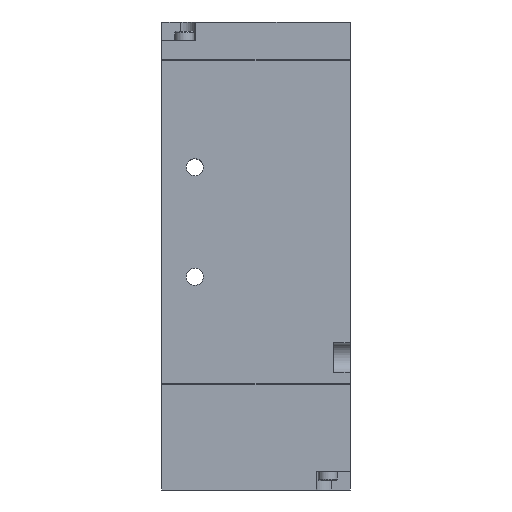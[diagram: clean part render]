
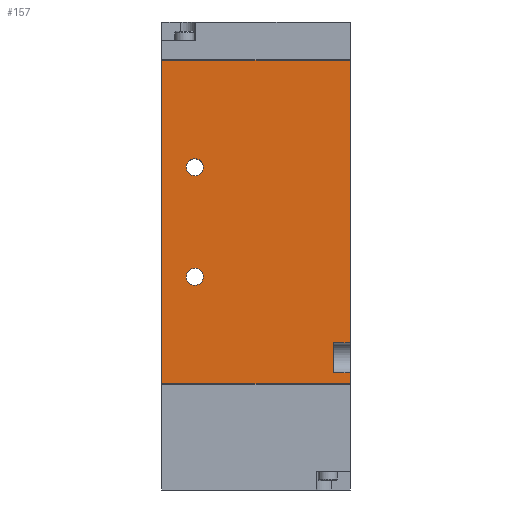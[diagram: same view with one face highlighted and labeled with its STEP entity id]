
A CAD part, front view. The second image highlights one B-rep face of the part: STEP entity #157.
In plain terms, the highlighted planar face has unit normal (0, -1, 0).
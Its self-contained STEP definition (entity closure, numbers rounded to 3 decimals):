
#157 = ADVANCED_FACE( '', ( #421, #422, #423 ), #424, .T. );
#421 = FACE_OUTER_BOUND( '', #764, .T. );
#422 = FACE_BOUND( '', #765, .T. );
#423 = FACE_BOUND( '', #766, .T. );
#424 = PLANE( '', #767 );
#764 = EDGE_LOOP( '', ( #1447, #1448, #1449, #1450, #1451, #1452, #1453, #1454 ) );
#765 = EDGE_LOOP( '', ( #1455 ) );
#766 = EDGE_LOOP( '', ( #1456 ) );
#767 = AXIS2_PLACEMENT_3D( '', #1457, #1458, #1459 );
#1447 = ORIENTED_EDGE( '', *, *, #2004, .T. );
#1448 = ORIENTED_EDGE( '', *, *, #2166, .T. );
#1449 = ORIENTED_EDGE( '', *, *, #2167, .F. );
#1450 = ORIENTED_EDGE( '', *, *, #2163, .F. );
#1451 = ORIENTED_EDGE( '', *, *, #2152, .T. );
#1452 = ORIENTED_EDGE( '', *, *, #2168, .T. );
#1453 = ORIENTED_EDGE( '', *, *, #1999, .F. );
#1454 = ORIENTED_EDGE( '', *, *, #2002, .F. );
#1455 = ORIENTED_EDGE( '', *, *, #2019, .T. );
#1456 = ORIENTED_EDGE( '', *, *, #1988, .T. );
#1457 = CARTESIAN_POINT( '', ( -25., -15., -10. ) );
#1458 = DIRECTION( '', ( 0., -1., 0. ) );
#1459 = DIRECTION( '', ( 0., 0., -1. ) );
#1988 = EDGE_CURVE( '', #2319, #2319, #2320, .T. );
#1999 = EDGE_CURVE( '', #2339, #2334, #2341, .T. );
#2002 = EDGE_CURVE( '', #2344, #2339, #2346, .T. );
#2004 = EDGE_CURVE( '', #2344, #2348, #2350, .T. );
#2019 = EDGE_CURVE( '', #2374, #2374, #2375, .T. );
#2152 = EDGE_CURVE( '', #2600, #2604, #2606, .T. );
#2163 = EDGE_CURVE( '', #2600, #2623, #2624, .T. );
#2166 = EDGE_CURVE( '', #2348, #2628, #2629, .T. );
#2167 = EDGE_CURVE( '', #2623, #2628, #2630, .T. );
#2168 = EDGE_CURVE( '', #2604, #2334, #2631, .T. );
#2319 = VERTEX_POINT( '', #2928 );
#2320 = CIRCLE( '', #2929, 2.25 );
#2334 = VERTEX_POINT( '', #2947 );
#2339 = VERTEX_POINT( '', #2954 );
#2341 = LINE( '', #2957, #2958 );
#2344 = VERTEX_POINT( '', #2961 );
#2346 = LINE( '', #2964, #2965 );
#2348 = VERTEX_POINT( '', #2967 );
#2350 = LINE( '', #2970, #2971 );
#2374 = VERTEX_POINT( '', #3002 );
#2375 = CIRCLE( '', #3003, 2.25 );
#2600 = VERTEX_POINT( '', #3333 );
#2604 = VERTEX_POINT( '', #3339 );
#2606 = LINE( '', #3342, #3343 );
#2623 = VERTEX_POINT( '', #3364 );
#2624 = LINE( '', #3365, #3366 );
#2628 = VERTEX_POINT( '', #3372 );
#2629 = LINE( '', #3373, #3374 );
#2630 = LINE( '', #3375, #3376 );
#2631 = LINE( '', #3377, #3378 );
#2928 = CARTESIAN_POINT( '', ( -13.95, -15., -38.5 ) );
#2929 = AXIS2_PLACEMENT_3D( '', #3749, #3750, #3751 );
#2947 = CARTESIAN_POINT( '', ( 25., -15., -93. ) );
#2954 = CARTESIAN_POINT( '', ( 20.5, -15., -93. ) );
#2957 = CARTESIAN_POINT( '', ( 20.5, -15., -93. ) );
#2958 = VECTOR( '', #3768, 1000. );
#2961 = CARTESIAN_POINT( '', ( 20.5, -15., -85. ) );
#2964 = CARTESIAN_POINT( '', ( 20.5, -15., -85. ) );
#2965 = VECTOR( '', #3773, 1000. );
#2967 = CARTESIAN_POINT( '', ( 25., -15., -85. ) );
#2970 = CARTESIAN_POINT( '', ( 20.5, -15., -85. ) );
#2971 = VECTOR( '', #3775, 1000. );
#3002 = CARTESIAN_POINT( '', ( -13.95, -15., -67.5 ) );
#3003 = AXIS2_PLACEMENT_3D( '', #3804, #3805, #3806 );
#3333 = CARTESIAN_POINT( '', ( -25., -15., -95.9 ) );
#3339 = CARTESIAN_POINT( '', ( 25., -15., -95.9 ) );
#3342 = CARTESIAN_POINT( '', ( -25., -15., -95.9 ) );
#3343 = VECTOR( '', #3981, 1000. );
#3364 = CARTESIAN_POINT( '', ( -25., -15., -10.1 ) );
#3365 = CARTESIAN_POINT( '', ( -25., -15., -10. ) );
#3366 = VECTOR( '', #4004, 1000. );
#3372 = CARTESIAN_POINT( '', ( 25., -15., -10.1 ) );
#3373 = CARTESIAN_POINT( '', ( 25., -15., -10. ) );
#3374 = VECTOR( '', #4007, 1000. );
#3375 = CARTESIAN_POINT( '', ( -25., -15., -10.1 ) );
#3376 = VECTOR( '', #4008, 1000. );
#3377 = CARTESIAN_POINT( '', ( 25., -15., -10. ) );
#3378 = VECTOR( '', #4009, 1000. );
#3749 = CARTESIAN_POINT( '', ( -16.2, -15., -38.5 ) );
#3750 = DIRECTION( '', ( 0., 1., 0. ) );
#3751 = DIRECTION( '', ( 1., 0., 0. ) );
#3768 = DIRECTION( '', ( 1., 0., 0. ) );
#3773 = DIRECTION( '', ( 0., 0., -1. ) );
#3775 = DIRECTION( '', ( 1., 0., 0. ) );
#3804 = CARTESIAN_POINT( '', ( -16.2, -15., -67.5 ) );
#3805 = DIRECTION( '', ( 0., 1., 0. ) );
#3806 = DIRECTION( '', ( 1., 0., 0. ) );
#3981 = DIRECTION( '', ( 1., 0., 0. ) );
#4004 = DIRECTION( '', ( 0., 0., 1. ) );
#4007 = DIRECTION( '', ( 0., 0., 1. ) );
#4008 = DIRECTION( '', ( 1., 0., 0. ) );
#4009 = DIRECTION( '', ( 0., 0., 1. ) );
